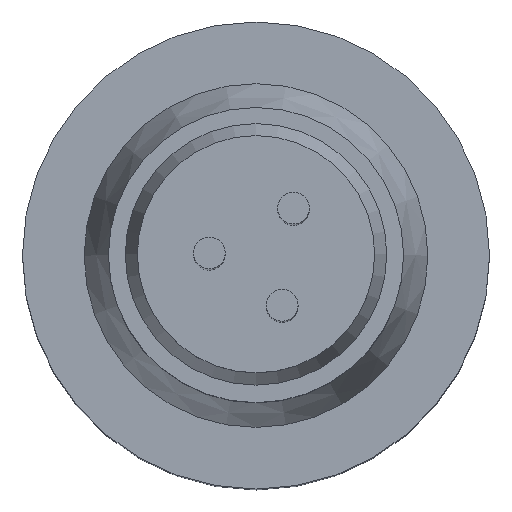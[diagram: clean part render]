
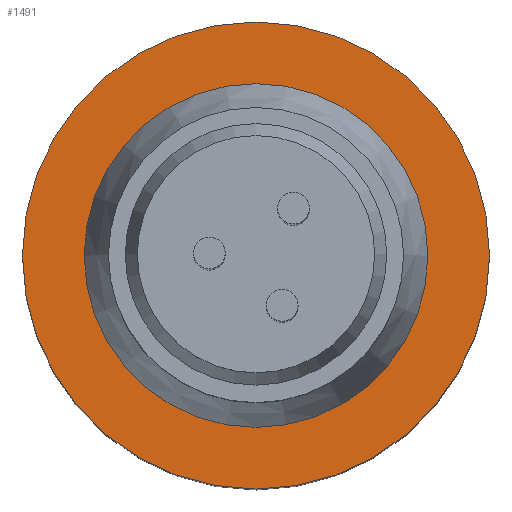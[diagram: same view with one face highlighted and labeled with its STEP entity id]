
A CAD part, top view. The second image highlights one B-rep face of the part: STEP entity #1491.
In plain terms, the highlighted planar face has unit normal (0, 0, 1).
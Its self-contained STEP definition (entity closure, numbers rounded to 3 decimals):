
#38=FACE_BOUND($,#314,.T.);
#39=FACE_BOUND($,#315,.T.);
#64=CIRCLE($,#1556,9.2);
#73=CIRCLE($,#1574,12.5);
#126=PLANE($,#1576);
#314=EDGE_LOOP($,(#1243));
#315=EDGE_LOOP($,(#1244));
#718=VERTEX_POINT($,#2633);
#727=VERTEX_POINT($,#2660);
#910=EDGE_CURVE($,#718,#718,#64,.T.);
#919=EDGE_CURVE($,#727,#727,#73,.T.);
#1243=ORIENTED_EDGE($,*,*,#910,.T.);
#1244=ORIENTED_EDGE($,*,*,#919,.F.);
#1491=ADVANCED_FACE($,(#38,#39),#126,.F.);
#1556=AXIS2_PLACEMENT_3D($,#2634,#1803,#1804);
#1574=AXIS2_PLACEMENT_3D($,#2661,#1839,#1840);
#1576=AXIS2_PLACEMENT_3D($,#2664,#1843,#1844);
#1803=DIRECTION('center_axis',(0.,0.,-1.));
#1804=DIRECTION('ref_axis',(1.,0.,0.));
#1839=DIRECTION('center_axis',(0.,0.,-1.));
#1840=DIRECTION('ref_axis',(-1.,0.,0.));
#1843=DIRECTION('center_axis',(0.,0.,-1.));
#1844=DIRECTION('ref_axis',(-1.,0.,0.));
#2633=CARTESIAN_POINT('',(-9.2,0.,28.));
#2634=CARTESIAN_POINT('Origin',(0.,0.,28.));
#2660=CARTESIAN_POINT('',(12.5,0.,28.));
#2661=CARTESIAN_POINT('Origin',(0.,0.,28.));
#2664=CARTESIAN_POINT('Origin',(0.,0.,28.));
